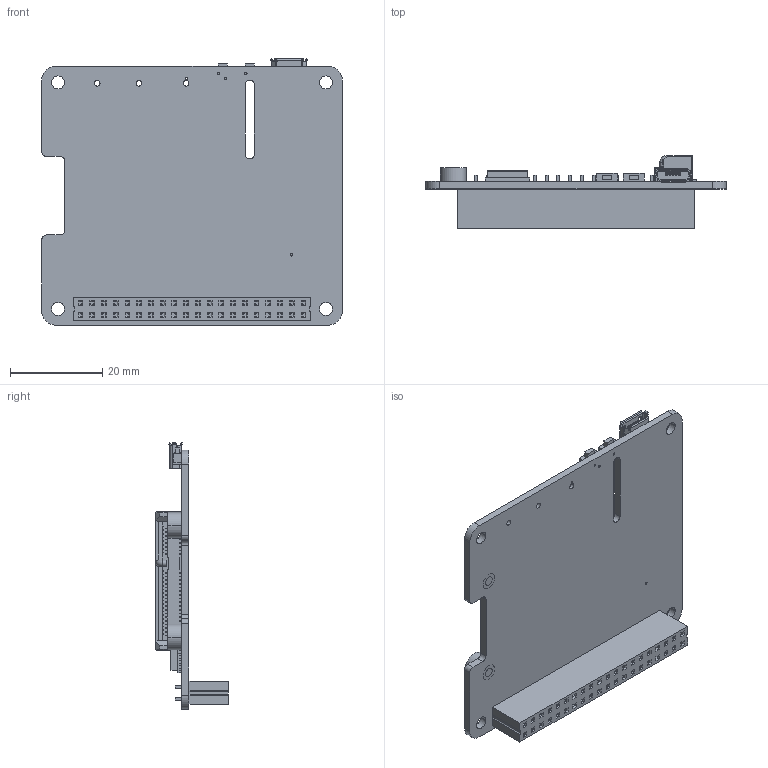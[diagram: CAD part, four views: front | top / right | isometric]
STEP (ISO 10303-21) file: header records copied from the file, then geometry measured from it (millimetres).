
FILE_DESCRIPTION((''),'2;1');
FILE_NAME('PWB-RAK2003_ASM','2020-12-09T',('lina'),(''),'PRO/ENGINEER BY PARAMETRIC TECHNOLOGY CORPORATION, 2010280','PRO/ENGINEER BY PARAMETRIC TECHNOLOGY CORPORATION, 2010280','');
FILE_SCHEMA(('AUTOMOTIVE_DESIGN { 1 2 10303 214 0 1 1 1 }'));
Products named in the file (9): PWB-RAK2003; ST-0485; TS-1806B; 1408C004; 1414B001; SMTSO-M2-3-ET; PWB-MAX; MAX-7Q; PWB-RAK2003_ASM
Assembly tree (10 placements, depth 2):
  PWB-RAK2003_ASM
    PWB-RAK2003
    ST-0485
    TS-1806B  x2
    1408C004
    1414B001
    SMTSO-M2-3-ET  x2
    PWB-MAX
    MAX-7Q
Bounding box: 65 x 15.7 x 57.6 mm (x, y, z)
Volume: 9303.2 mm3; surface area: 11978.6 mm2
Topology: 10 solids, 10 shells, 2212 faces, 6476 edges, 4696 vertices
Faces by surface type: plane 1607, cylinder 597, cone 7, torus 1
Entity records: 82436 total; most frequent: CARTESIAN_POINT 12626, DIRECTION 12198, ORIENTED_EDGE 11828, EDGE_CURVE 5914, VECTOR 5012, LINE 5012, VERTEX_POINT 3822, AXIS2_PLACEMENT_3D 3593
